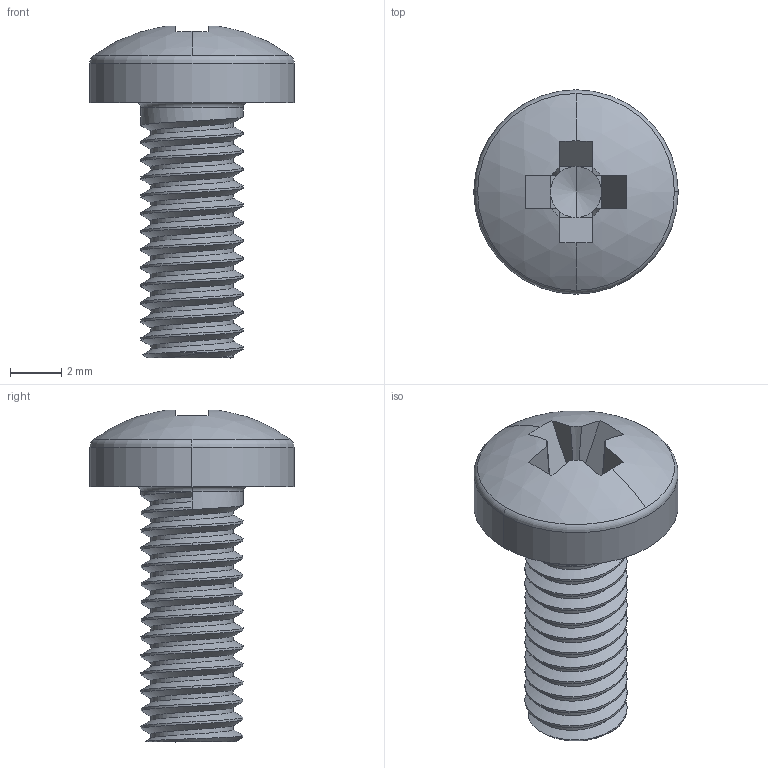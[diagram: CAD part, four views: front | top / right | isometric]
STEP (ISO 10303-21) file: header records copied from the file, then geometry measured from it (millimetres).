
FILE_DESCRIPTION (( 'STEP AP214' ), '1' );
FILE_NAME ('PanHeadCrossRecessedScrew_M4x10.STEP', '2017-09-08T13:30:22', ( 'UTILISATEUR' ), ( 'Hewlett-Packard Company' ), 'SwSTEP 2.0', 'SolidWorks 2016', '' );
FILE_SCHEMA (( 'AUTOMOTIVE_DESIGN' ));
Length unit declared in the file: millimetre
Products named in the file (1): PanHeadCrossRecessedScrew_M4x10
Bounding box: 8 x 8 x 13 mm (x, y, z)
Volume: 209.9 mm3; surface area: 346 mm2
Topology: 1 solids, 1 shells, 74 faces, 193 edges, 120 vertices
Faces by surface type: cylinder 30, plane 23, cone 12, torus 4, bspline 3, sphere 2
Entity records: 8922 total; most frequent: CARTESIAN_POINT 7243, ORIENTED_EDGE 382, DIRECTION 313, EDGE_CURVE 191, AXIS2_PLACEMENT_3D 128, VERTEX_POINT 120, EDGE_LOOP 75, ADVANCED_FACE 74
